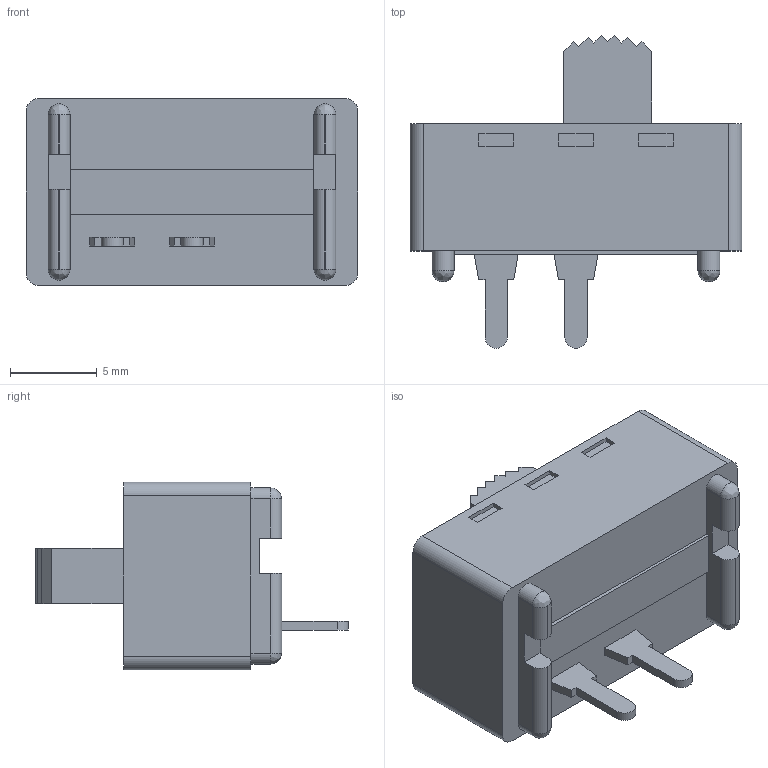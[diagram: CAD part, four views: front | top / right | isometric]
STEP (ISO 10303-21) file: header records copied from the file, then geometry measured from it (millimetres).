
FILE_DESCRIPTION (( 'STEP AP214' ), '1' );
FILE_NAME ('L101011MS02Q.STEP', '2019-10-25T16:57:04', ( '' ), ( '' ), 'SwSTEP 2.0', 'SolidWorks 2017', '' );
FILE_SCHEMA (( 'AUTOMOTIVE_DESIGN' ));
Length unit declared in the file: inch
Products named in the file (1): L101011MS02Q
Bounding box: 19.1 x 18.01 x 10.79 mm (x, y, z)
Volume: 1582.9 mm3; surface area: 1071.4 mm2
Topology: 3 solids, 3 shells, 124 faces, 333 edges, 224 vertices
Faces by surface type: plane 96, cylinder 24, bspline 4
Entity records: 4016 total; most frequent: CARTESIAN_POINT 853, ORIENTED_EDGE 666, DIRECTION 598, EDGE_CURVE 333, LINE 260, VECTOR 260, VERTEX_POINT 224, AXIS2_PLACEMENT_3D 169
